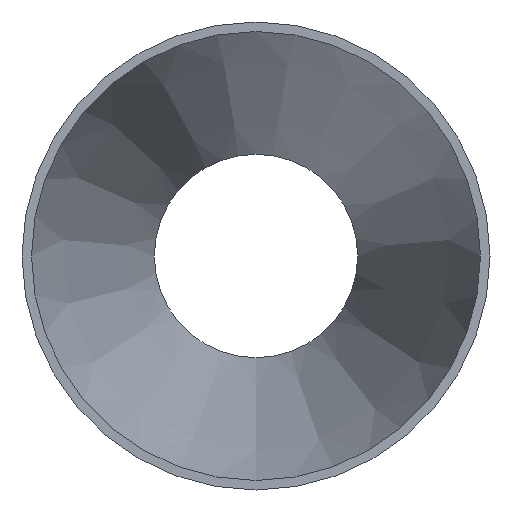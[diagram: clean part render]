
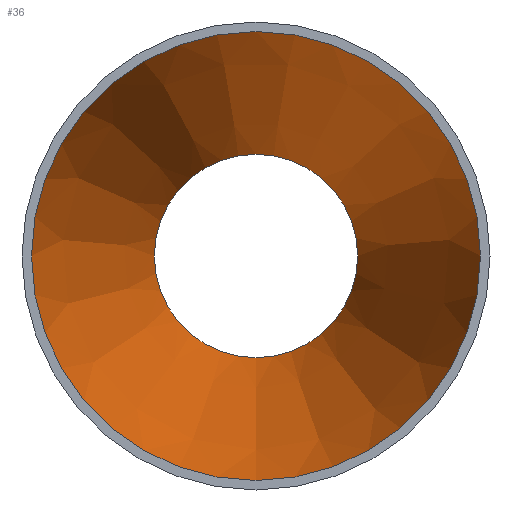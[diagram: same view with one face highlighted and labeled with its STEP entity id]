
A CAD part, front view. The second image highlights one B-rep face of the part: STEP entity #36.
In plain terms, the highlighted conical face has half-angle 14.923 degrees and reference radius 48.73 mm.
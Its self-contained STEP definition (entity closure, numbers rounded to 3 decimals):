
#36 = ADVANCED_FACE ( 'NONE', ( #10208, #17539 ), #5019, .F. ) ;
#178 = CARTESIAN_POINT ( 'NONE',  ( 0., 0., 0. ) ) ;
#300 = DIRECTION ( 'NONE',  ( 0., -1., 0. ) ) ;
#2083 = VERTEX_POINT ( 'NONE', #3638 ) ;
#3638 = CARTESIAN_POINT ( 'NONE',  ( 0., 100., -22.08 ) ) ;
#4171 = AXIS2_PLACEMENT_3D ( 'NONE', #178, #300, #15737 ) ;
#5019 = CONICAL_SURFACE ( 'NONE', #4171, 48.73, 0.26 ) ;
#5846 = DIRECTION ( 'NONE',  ( 0., 0., -1. ) ) ;
#6215 = CARTESIAN_POINT ( 'NONE',  ( 0., 0., -48.73 ) ) ;
#7774 = VERTEX_POINT ( 'NONE', #6215 ) ;
#8655 = EDGE_LOOP ( 'NONE', ( #21890 ) ) ;
#8736 = AXIS2_PLACEMENT_3D ( 'NONE', #21382, #11900, #5846 ) ;
#9948 = CIRCLE ( 'NONE', #8736, 22.08 ) ;
#10208 = FACE_BOUND ( 'NONE', #8655, .T. ) ;
#10376 = EDGE_CURVE ( 'NONE', #7774, #7774, #23688, .T. ) ;
#11589 = ORIENTED_EDGE ( 'NONE', *, *, #10376, .T. ) ;
#11900 = DIRECTION ( 'NONE',  ( 0., -1., 0. ) ) ;
#15520 = CARTESIAN_POINT ( 'NONE',  ( 0., 0., 0. ) ) ;
#15526 = AXIS2_PLACEMENT_3D ( 'NONE', #15520, #15647, #19232 ) ;
#15613 = EDGE_LOOP ( 'NONE', ( #11589 ) ) ;
#15647 = DIRECTION ( 'NONE',  ( 0., -1., 0. ) ) ;
#15737 = DIRECTION ( 'NONE',  ( 0., 0., -1. ) ) ;
#17539 = FACE_OUTER_BOUND ( 'NONE', #15613, .T. ) ;
#19170 = EDGE_CURVE ( 'NONE', #2083, #2083, #9948, .T. ) ;
#19232 = DIRECTION ( 'NONE',  ( 0., 0., -1. ) ) ;
#21382 = CARTESIAN_POINT ( 'NONE',  ( 0., 100., 0. ) ) ;
#21890 = ORIENTED_EDGE ( 'NONE', *, *, #19170, .F. ) ;
#23688 = CIRCLE ( 'NONE', #15526, 48.73 ) ;
